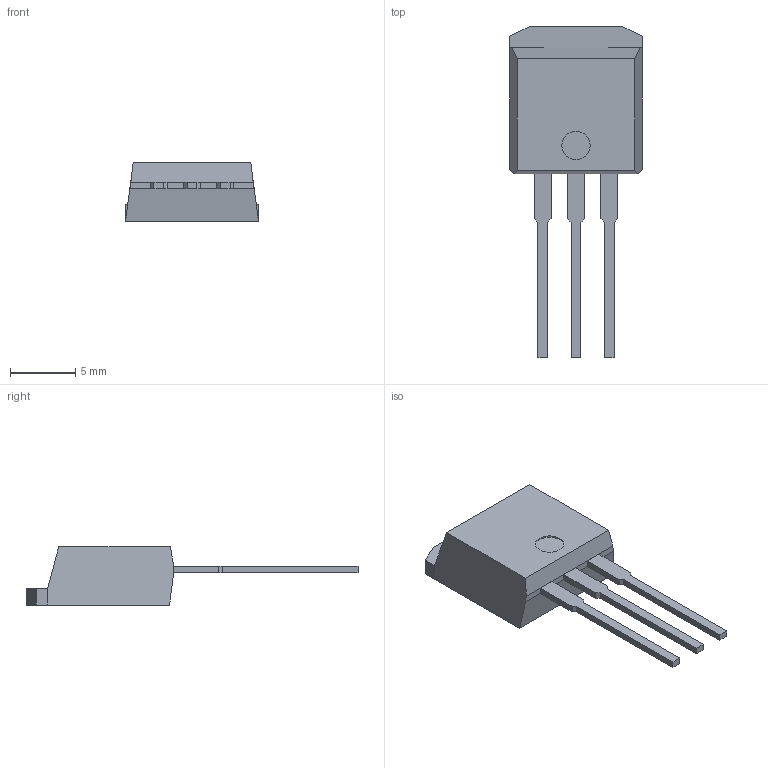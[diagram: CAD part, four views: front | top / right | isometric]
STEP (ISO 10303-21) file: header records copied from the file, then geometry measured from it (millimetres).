
FILE_DESCRIPTION (( 'STEP AP214' ), '1' );
FILE_NAME ('IRLZ44N.STEP', '2023-03-23T04:30:52', ( '' ), ( '' ), 'SwSTEP 2.0', 'SolidWorks 2021', '' );
FILE_SCHEMA (( 'AUTOMOTIVE_DESIGN' ));
Length unit declared in the file: inch
Products named in the file (1): IRLZ44N
Bounding box: 10.16 x 25.4 x 4.45 mm (x, y, z)
Volume: 430.7 mm3; surface area: 617.4 mm2
Topology: 5 solids, 5 shells, 67 faces, 166 edges, 110 vertices
Faces by surface type: plane 65, cylinder 2
Entity records: 2032 total; most frequent: CARTESIAN_POINT 344, ORIENTED_EDGE 332, DIRECTION 306, EDGE_CURVE 166, VECTOR 162, LINE 162, VERTEX_POINT 110, AXIS2_PLACEMENT_3D 72
